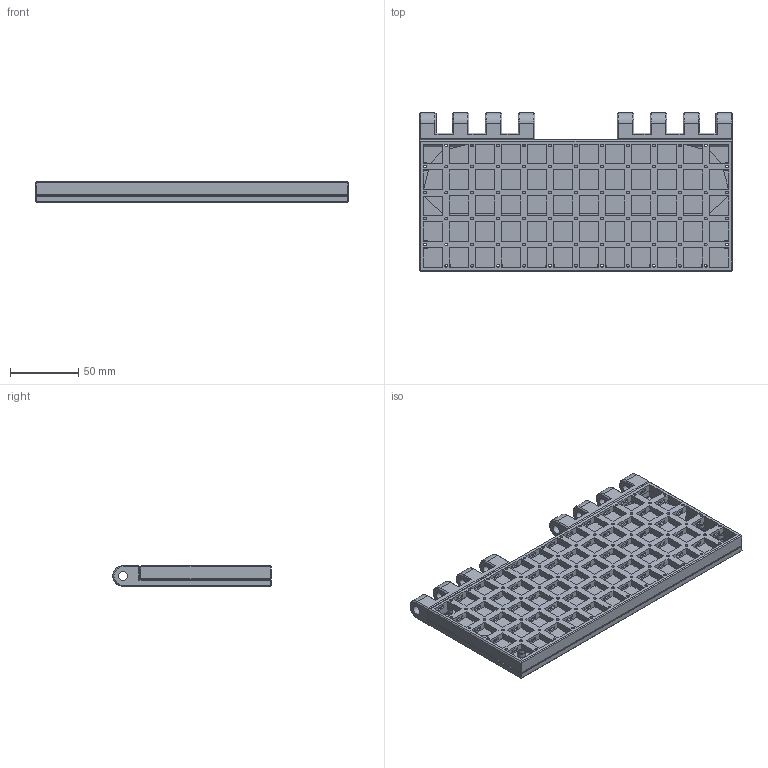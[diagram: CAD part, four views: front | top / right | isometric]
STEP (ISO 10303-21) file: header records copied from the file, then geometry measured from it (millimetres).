
FILE_DESCRIPTION(/* description */ (''),/* implementation_level */ '2;1');
FILE_NAME(/* name */ 'Keyboard v10.step',/* time_stamp */ '2022-03-25T10:31:54-07:00',/* author */ (''),/* organization */ (''),/* preprocessor_version */ 'ST-DEVELOPER v18.1',/* originating_system */ 'Autodesk Translation Framework v10.13.0.1454',/* authorisation */ '');
FILE_SCHEMA (('AUTOMOTIVE_DESIGN { 1 0 10303 214 3 1 1 }'));
Products named in the file (3): Keyboard; Bottom; Top
Assembly tree (2 placements, depth 2):
  Keyboard
    Bottom
    Top
Bounding box: 229 x 115.9 x 15 mm (x, y, z)
Volume: 128302.6 mm3; surface area: 112045.2 mm2
Topology: 2 solids, 2 shells, 1769 faces, 5010 edges, 3391 vertices
Faces by surface type: plane 1483, cylinder 192, torus 68, cone 19, bspline 7
Full cylindrical faces by diameter (mm): 2 x74, 2.6 x22, 4 x1, 4.25 x22, 5 x5, 6 x6, 6.5 x8, 10 x4
Entity records: 61674 total; most frequent: CARTESIAN_POINT 15014, ORIENTED_EDGE 10012, DIRECTION 8724, EDGE_CURVE 5006, LINE 4098, VECTOR 4098, VERTEX_POINT 3389, AXIS2_PLACEMENT_3D 2313
